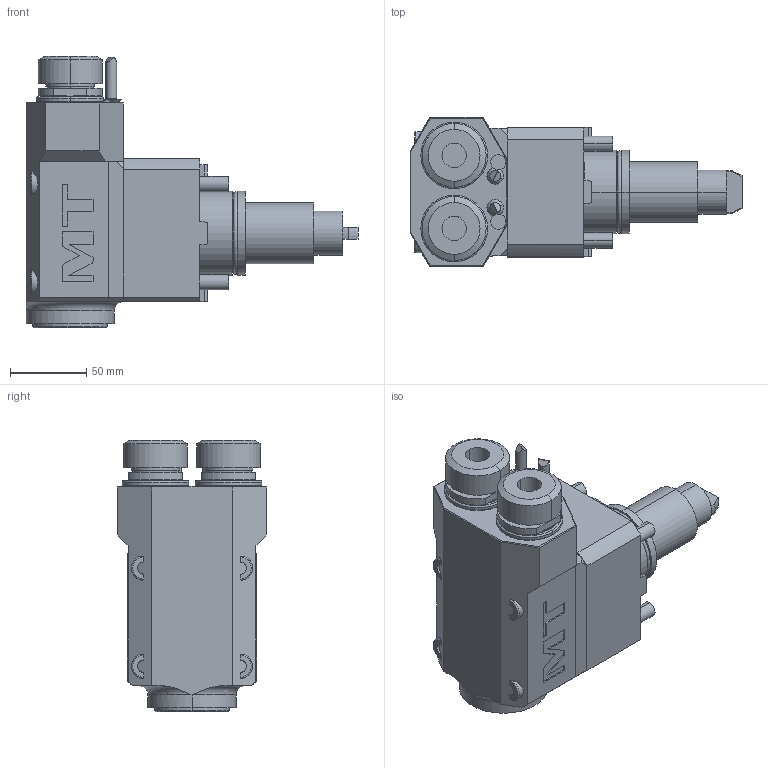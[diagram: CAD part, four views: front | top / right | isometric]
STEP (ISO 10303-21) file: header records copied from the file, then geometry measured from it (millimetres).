
FILE_DESCRIPTION((''),'2;1');
FILE_NAME('DWO0101225_CONF','2023-04-08T10:43:10',('gvalli'),('M.T. srl'),'CREO PARAMETRIC BY PTC INC, 2021072','CREO PARAMETRIC BY PTC INC, 2021072','');
FILE_SCHEMA(('CONFIG_CONTROL_DESIGN'));
Length unit declared in the file: millimetre
Products named in the file (1): DWO0101225_CONF
Bounding box: 218 x 98 x 178.11 mm (x, y, z)
Volume: 1360773.8 mm3; surface area: 103004.1 mm2
Topology: 1 solids, 1 shells, 303 faces, 720 edges, 465 vertices
Faces by surface type: plane 173, cylinder 90, torus 20, cone 12, extrusion 4, sphere 4
Entity records: 9347 total; most frequent: CARTESIAN_POINT 2138, DIRECTION 1525, ORIENTED_EDGE 1440, EDGE_CURVE 720, AXIS2_PLACEMENT_3D 540, VERTEX_POINT 465, VECTOR 445, LINE 441
